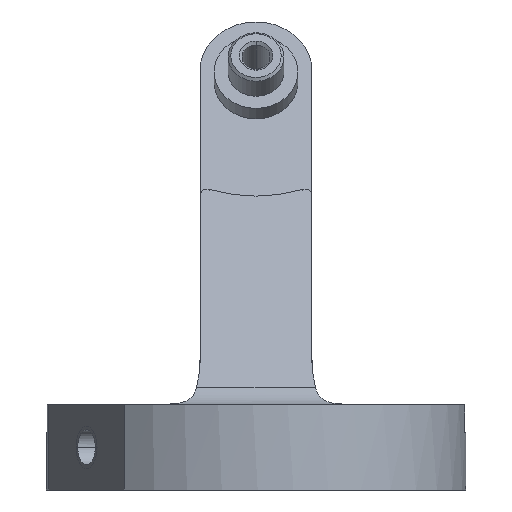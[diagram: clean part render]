
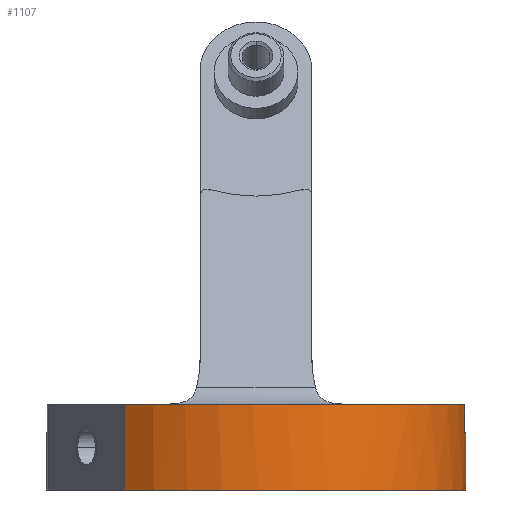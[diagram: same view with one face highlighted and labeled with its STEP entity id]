
A CAD part, left-side view. The second image highlights one B-rep face of the part: STEP entity #1107.
In plain terms, the highlighted cylindrical face has radius 15 mm (diameter 30 mm), a partial arc.
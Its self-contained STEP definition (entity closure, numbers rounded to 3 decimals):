
#105=DIRECTION('',(0.,0.,1.));
#106=VECTOR('',#105,2.);
#107=CARTESIAN_POINT('',(-1.327,-14.941,4.1));
#108=LINE('',#107,#106);
#109=DIRECTION('',(0.,0.,-1.));
#110=VECTOR('',#109,2.);
#111=CARTESIAN_POINT('',(1.327,-14.941,6.1));
#112=LINE('',#111,#110);
#113=CARTESIAN_POINT('',(0.,0.,6.1));
#114=DIRECTION('',(0.,0.,1.));
#115=DIRECTION('',(0.088,-0.996,0.));
#116=AXIS2_PLACEMENT_3D('',#113,#114,#115);
#118=DIRECTION('',(0.,0.,1.));
#119=VECTOR('',#118,6.1);
#120=CARTESIAN_POINT('',(2.336,-14.817,0.));
#121=LINE('',#120,#119);
#122=CARTESIAN_POINT('',(0.,0.,0.));
#123=DIRECTION('',(0.,0.,-1.));
#124=DIRECTION('',(0.156,-0.988,0.));
#125=AXIS2_PLACEMENT_3D('',#122,#123,#124);
#127=DIRECTION('',(0.,0.,1.));
#128=VECTOR('',#127,6.1);
#129=CARTESIAN_POINT('',(-11.664,9.432,0.));
#130=LINE('',#129,#128);
#131=CARTESIAN_POINT('',(0.,0.,6.1));
#132=DIRECTION('',(0.,0.,1.));
#133=DIRECTION('',(-0.778,0.629,0.));
#134=AXIS2_PLACEMENT_3D('',#131,#132,#133);
#247=CARTESIAN_POINT('',(0.,0.,4.1));
#248=DIRECTION('',(0.,0.,-1.));
#249=DIRECTION('',(0.088,-0.996,0.));
#250=AXIS2_PLACEMENT_3D('',#247,#248,#249);
#858=CARTESIAN_POINT('',(-11.664,9.432,0.));
#860=VERTEX_POINT('',#858);
#862=CARTESIAN_POINT('',(-11.664,9.432,6.1));
#864=VERTEX_POINT('',#862);
#866=CARTESIAN_POINT('',(2.336,-14.817,0.));
#867=VERTEX_POINT('',#866);
#880=CARTESIAN_POINT('',(-1.327,-14.941,6.1));
#882=VERTEX_POINT('',#880);
#886=CARTESIAN_POINT('',(-1.327,-14.941,4.1));
#887=VERTEX_POINT('',#886);
#892=CARTESIAN_POINT('',(1.327,-14.941,6.1));
#893=VERTEX_POINT('',#892);
#894=CARTESIAN_POINT('',(1.327,-14.941,4.1));
#895=VERTEX_POINT('',#894);
#928=CARTESIAN_POINT('',(2.336,-14.817,6.1));
#929=VERTEX_POINT('',#928);
#1086=CARTESIAN_POINT('',(0.,0.,0.));
#1087=DIRECTION('',(0.,0.,1.));
#1088=DIRECTION('',(0.,-1.,0.));
#1089=AXIS2_PLACEMENT_3D('',#1086,#1087,#1088);
#1090=CYLINDRICAL_SURFACE('',#1089,15.);
#1092=ORIENTED_EDGE('',*,*,#1091,.F.);
#1094=ORIENTED_EDGE('',*,*,#1093,.F.);
#1096=ORIENTED_EDGE('',*,*,#1095,.F.);
#1098=ORIENTED_EDGE('',*,*,#1097,.T.);
#1100=ORIENTED_EDGE('',*,*,#1099,.F.);
#1101=ORIENTED_EDGE('',*,*,#963,.T.);
#1102=ORIENTED_EDGE('',*,*,#1077,.T.);
#1104=ORIENTED_EDGE('',*,*,#1103,.T.);
#1105=EDGE_LOOP('',(#1092,#1094,#1096,#1098,#1100,#1101,#1102,#1104));
#1106=FACE_OUTER_BOUND('',#1105,.F.);
#1107=ADVANCED_FACE('',(#1106),#1090,.T.);
#117=CIRCLE('',#116,15.);
#126=CIRCLE('',#125,15.);
#135=CIRCLE('',#134,15.);
#251=CIRCLE('',#250,15.);
#963=EDGE_CURVE('',#867,#860,#126,.T.);
#1077=EDGE_CURVE('',#860,#864,#130,.T.);
#1091=EDGE_CURVE('',#887,#882,#108,.T.);
#1093=EDGE_CURVE('',#895,#887,#251,.T.);
#1095=EDGE_CURVE('',#893,#895,#112,.T.);
#1097=EDGE_CURVE('',#893,#929,#117,.T.);
#1099=EDGE_CURVE('',#867,#929,#121,.T.);
#1103=EDGE_CURVE('',#864,#882,#135,.T.);
